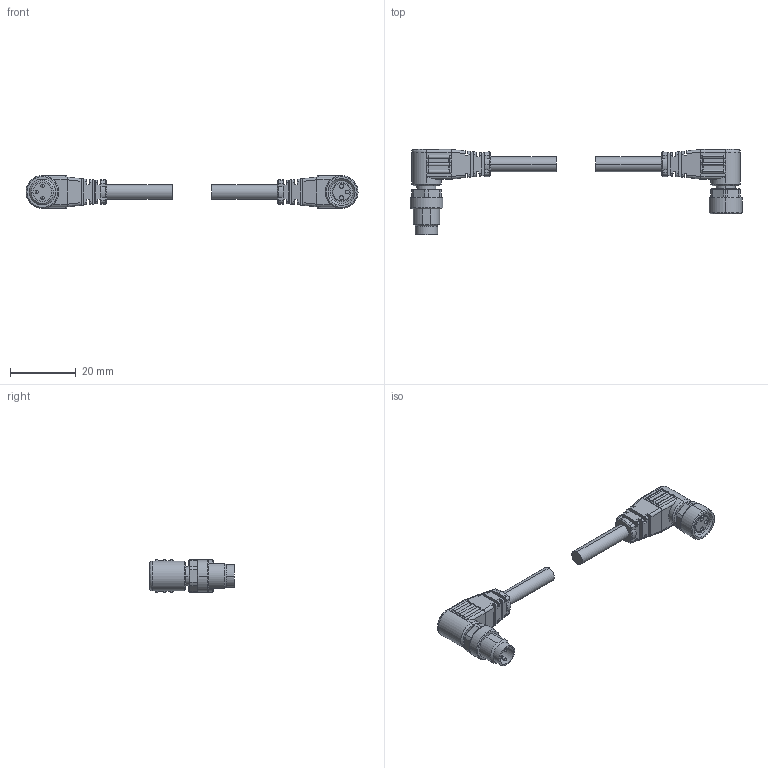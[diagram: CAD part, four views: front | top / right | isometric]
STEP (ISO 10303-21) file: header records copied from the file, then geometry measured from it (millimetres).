
FILE_DESCRIPTION (( 'STEP AP203' ), '1' );
FILE_NAME ('CDP08-0A-030-BB.STEP', '2023-11-13T21:05:31', ( '' ), ( '' ), 'SwSTEP 2.0', 'SolidWorks 2023', '' );
FILE_SCHEMA (( 'CONFIG_CONTROL_DESIGN' ));
Length unit declared in the file: inch
Products named in the file (3): CDP08-0A-030-BB; CDP08-0A-030-BB_MALE; CDP08-0A-030-BB_FEMALE
Assembly tree (2 placements, depth 2):
  CDP08-0A-030-BB
    CDP08-0A-030-BB_MALE
    CDP08-0A-030-BB_FEMALE
Bounding box: 101 x 25.85 x 10 mm (x, y, z)
Volume: 5197.2 mm3; surface area: 3909.2 mm2
Topology: 2 solids, 2 shells, 410 faces, 1094 edges, 680 vertices
Faces by surface type: plane 190, cylinder 144, cone 40, bspline 30, torus 6
Entity records: 13495 total; most frequent: CARTESIAN_POINT 3767, ORIENTED_EDGE 2140, DIRECTION 1786, EDGE_CURVE 1070, VERTEX_POINT 680, AXIS2_PLACEMENT_3D 623, LINE 540, VECTOR 540
